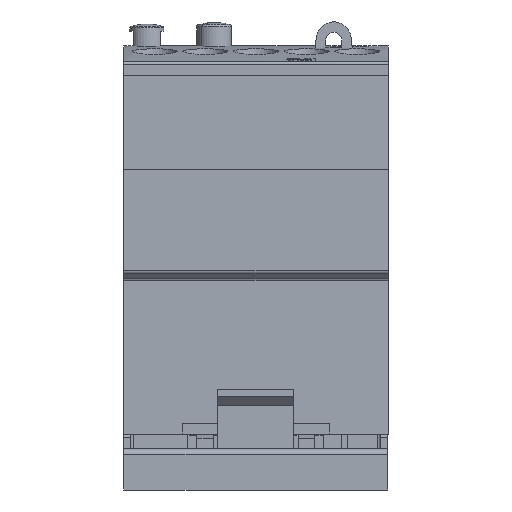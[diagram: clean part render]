
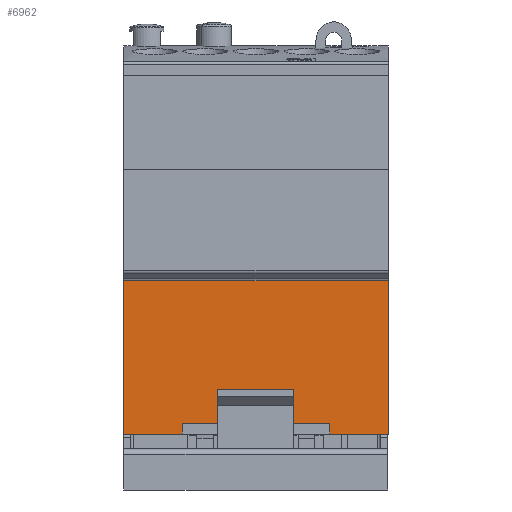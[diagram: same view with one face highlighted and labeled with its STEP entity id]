
A CAD part, front view. The second image highlights one B-rep face of the part: STEP entity #6962.
In plain terms, the highlighted planar face has unit normal (0, -1, 0).
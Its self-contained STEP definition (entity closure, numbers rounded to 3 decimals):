
#6962=ADVANCED_FACE('',(#18835,#18836),#18837,.T.);
#11510=VERTEX_POINT('',#23645);
#11512=VERTEX_POINT('',#23647);
#11514=EDGE_CURVE('',#11510,#11512,#23649,.T.);
#11520=VERTEX_POINT('',#23655);
#11524=EDGE_CURVE('',#11520,#11510,#23659,.T.);
#11526=VERTEX_POINT('',#23661);
#11528=EDGE_CURVE('',#11526,#11520,#23663,.T.);
#11532=EDGE_CURVE('',#11512,#11526,#23667,.T.);
#12434=VERTEX_POINT('',#24569);
#12436=VERTEX_POINT('',#24571);
#12438=EDGE_CURVE('',#12434,#12436,#24573,.T.);
#13096=VERTEX_POINT('',#25231);
#13100=EDGE_CURVE('',#13096,#12436,#25235,.T.);
#13102=VERTEX_POINT('',#25237);
#13104=EDGE_CURVE('',#13102,#13096,#25239,.T.);
#13106=EDGE_CURVE('',#13102,#12434,#25241,.T.);
#18835=FACE_OUTER_BOUND('',#31072,.T.);
#18836=FACE_BOUND('',#31073,.T.);
#18837=PLANE('',#31074);
#23645=CARTESIAN_POINT('',(35.0,10.7,9.5));
#23647=CARTESIAN_POINT('',(10.0,10.7,9.5));
#23649=LINE('',#38509,#38510);
#23655=CARTESIAN_POINT('',(35.0,10.7,11.3));
#23659=LINE('',#38527,#38528);
#23661=CARTESIAN_POINT('',(10.0,10.7,11.3));
#23663=LINE('',#38533,#38534);
#23667=LINE('',#38541,#38542);
#24569=CARTESIAN_POINT('',(44.95,10.7,9.5));
#24571=CARTESIAN_POINT('',(44.95,10.7,35.551));
#24573=LINE('',#39951,#39952);
#25231=CARTESIAN_POINT('',(0.05,10.7,35.551));
#25235=LINE('',#40995,#40996);
#25237=CARTESIAN_POINT('',(0.05,10.7,9.5));
#25239=LINE('',#41001,#41002);
#25241=LINE('',#41005,#41006);
#31072=EDGE_LOOP('',(#52494,#52495,#52496,#52497));
#31073=EDGE_LOOP('',(#52498,#52499,#52500,#52501));
#31074=AXIS2_PLACEMENT_3D('',#52502,#52503,#52504);
#38509=CARTESIAN_POINT('',(11.275,10.7,9.5));
#38510=VECTOR('',#56840,1.0);
#38527=CARTESIAN_POINT('',(35.0,10.7,9.5));
#38528=VECTOR('',#56844,1.0);
#38533=CARTESIAN_POINT('',(11.275,10.7,11.3));
#38534=VECTOR('',#56845,1.0);
#38541=CARTESIAN_POINT('',(10.0,10.7,9.5));
#38542=VECTOR('',#56847,1.0);
#39951=CARTESIAN_POINT('',(44.95,10.7,9.5));
#39952=VECTOR('',#57199,1.0);
#40995=CARTESIAN_POINT('',(0.05,10.7,35.551));
#40996=VECTOR('',#57460,1.0);
#41001=CARTESIAN_POINT('',(0.05,10.7,9.5));
#41002=VECTOR('',#57461,1.0);
#41005=CARTESIAN_POINT('',(0.05,10.7,9.5));
#41006=VECTOR('',#57462,1.0);
#52494=ORIENTED_EDGE('',*,*,#12438,.T.);
#52495=ORIENTED_EDGE('',*,*,#13100,.F.);
#52496=ORIENTED_EDGE('',*,*,#13104,.F.);
#52497=ORIENTED_EDGE('',*,*,#13106,.T.);
#52498=ORIENTED_EDGE('',*,*,#11532,.T.);
#52499=ORIENTED_EDGE('',*,*,#11528,.T.);
#52500=ORIENTED_EDGE('',*,*,#11524,.T.);
#52501=ORIENTED_EDGE('',*,*,#11514,.T.);
#52502=CARTESIAN_POINT('',(0.05,10.7,9.5));
#52503=DIRECTION('',(0.0,-1.0,0.0));
#52504=DIRECTION('',(0.0,0.0,1.0));
#56840=DIRECTION('',(-1.0,-0.0,0.0));
#56844=DIRECTION('',(0.0,0.0,-1.0));
#56845=DIRECTION('',(1.0,0.0,0.0));
#56847=DIRECTION('',(0.0,-0.0,1.0));
#57199=DIRECTION('',(0.0,0.0,1.0));
#57460=DIRECTION('',(1.0,0.0,0.0));
#57461=DIRECTION('',(0.0,0.0,1.0));
#57462=DIRECTION('',(1.0,0.0,0.0));
